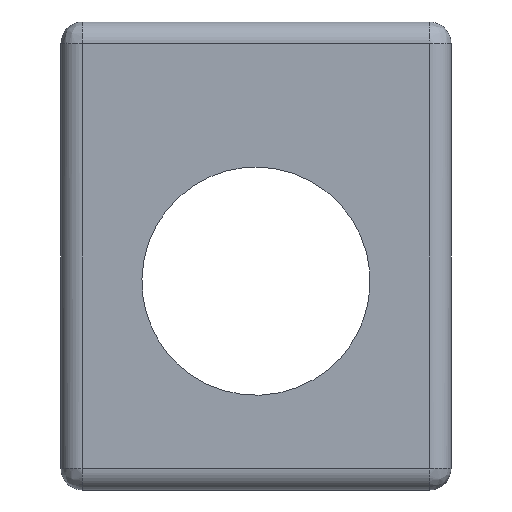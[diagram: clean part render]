
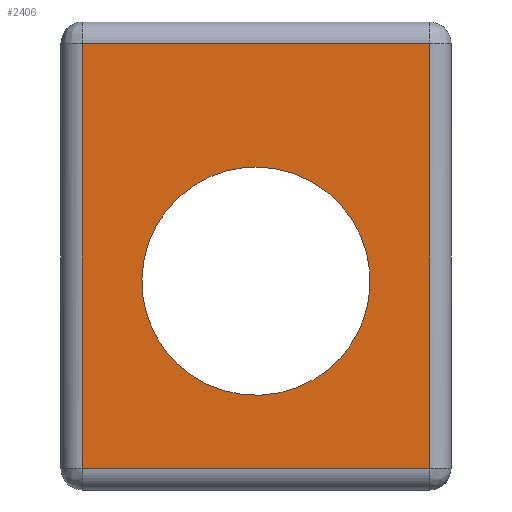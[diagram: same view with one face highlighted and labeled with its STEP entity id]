
A CAD part, front view. The second image highlights one B-rep face of the part: STEP entity #2406.
In plain terms, the highlighted free-form (B-spline) face has degree [1, 1] with [2, 2] control points.
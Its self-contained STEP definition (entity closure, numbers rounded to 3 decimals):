
#2406 = ADVANCED_FACE('',(#2407,#2421),#2451,.T.);
#2407 = FACE_BOUND('',#2408,.T.);
#2408 = EDGE_LOOP('',(#2409));
#2409 = ORIENTED_EDGE('',*,*,#2410,.T.);
#2410 = EDGE_CURVE('',#2411,#2411,#2413,.T.);
#2411 = VERTEX_POINT('',#2412);
#2412 = CARTESIAN_POINT('',(0.,-19.989,4.931));
#2413 = ( BOUNDED_CURVE() B_SPLINE_CURVE(2,(#2414,#2415,#2416,#2417,
#2418,#2419,#2420),.UNSPECIFIED.,.T.,.F.) B_SPLINE_CURVE_WITH_KNOTS((1,2
    ,2,2,2,1),(-2.094,0.,2.094,4.189,
6.283,8.378),.UNSPECIFIED.) CURVE() 
GEOMETRIC_REPRESENTATION_ITEM() RATIONAL_B_SPLINE_CURVE((1.,0.5,1.,0.5,
1.,0.5,1.)) REPRESENTATION_ITEM('') );
#2414 = CARTESIAN_POINT('',(0.,-19.989,4.931));
#2415 = CARTESIAN_POINT('',(15.291,-19.989,
    4.931));
#2416 = CARTESIAN_POINT('',(7.646,-19.989,
    -8.312));
#2417 = CARTESIAN_POINT('',(0.,-19.989,
    -21.555));
#2418 = CARTESIAN_POINT('',(-7.646,-19.989,
    -8.312));
#2419 = CARTESIAN_POINT('',(-15.291,-19.989,
    4.931));
#2420 = CARTESIAN_POINT('',(0.,-19.989,4.931));
#2421 = FACE_BOUND('',#2422,.T.);
#2422 = EDGE_LOOP('',(#2423,#2432,#2439,#2446));
#2423 = ORIENTED_EDGE('',*,*,#2424,.T.);
#2424 = EDGE_CURVE('',#2425,#2427,#2429,.T.);
#2425 = VERTEX_POINT('',#2426);
#2426 = CARTESIAN_POINT('',(-13.426,-19.989,
    14.492));
#2427 = VERTEX_POINT('',#2428);
#2428 = CARTESIAN_POINT('',(-13.426,-19.989,
    -18.39));
#2429 = B_SPLINE_CURVE_WITH_KNOTS('',1,(#2430,#2431),.UNSPECIFIED.,.F.,
  .F.,(2,2),(-11.049,14.021),.PIECEWISE_BEZIER_KNOTS.);
#2430 = CARTESIAN_POINT('',(-13.426,-19.989,
    14.492));
#2431 = CARTESIAN_POINT('',(-13.426,-19.989,
    -18.39));
#2432 = ORIENTED_EDGE('',*,*,#2433,.T.);
#2433 = EDGE_CURVE('',#2427,#2434,#2436,.T.);
#2434 = VERTEX_POINT('',#2435);
#2435 = CARTESIAN_POINT('',(13.426,-19.989,
    -18.39));
#2436 = B_SPLINE_CURVE_WITH_KNOTS('',1,(#2437,#2438),.UNSPECIFIED.,.F.,
  .F.,(2,2),(-10.236,10.236),.PIECEWISE_BEZIER_KNOTS.);
#2437 = CARTESIAN_POINT('',(-13.426,-19.989,
    -18.39));
#2438 = CARTESIAN_POINT('',(13.426,-19.989,
    -18.39));
#2439 = ORIENTED_EDGE('',*,*,#2440,.T.);
#2440 = EDGE_CURVE('',#2434,#2441,#2443,.T.);
#2441 = VERTEX_POINT('',#2442);
#2442 = CARTESIAN_POINT('',(13.426,-19.989,
    14.492));
#2443 = B_SPLINE_CURVE_WITH_KNOTS('',1,(#2444,#2445),.UNSPECIFIED.,.F.,
  .F.,(2,2),(-14.021,11.049),.PIECEWISE_BEZIER_KNOTS.);
#2444 = CARTESIAN_POINT('',(13.426,-19.989,
    -18.39));
#2445 = CARTESIAN_POINT('',(13.426,-19.989,
    14.492));
#2446 = ORIENTED_EDGE('',*,*,#2447,.T.);
#2447 = EDGE_CURVE('',#2441,#2425,#2448,.T.);
#2448 = B_SPLINE_CURVE_WITH_KNOTS('',1,(#2449,#2450),.UNSPECIFIED.,.F.,
  .F.,(2,2),(-10.236,10.236),.PIECEWISE_BEZIER_KNOTS.);
#2449 = CARTESIAN_POINT('',(13.426,-19.989,
    14.492));
#2450 = CARTESIAN_POINT('',(-13.426,-19.989,
    14.492));
#2451 = B_SPLINE_SURFACE_WITH_KNOTS('',1,1,(
    (#2452,#2453)
    ,(#2454,#2455
    )),.UNSPECIFIED.,.F.,.F.,.F.,(2,2),(2,2),(-11.049,14.021),(-10.236
    ,10.236),.PIECEWISE_BEZIER_KNOTS.);
#2452 = CARTESIAN_POINT('',(-13.426,-19.989,
    14.492));
#2453 = CARTESIAN_POINT('',(13.426,-19.989,
    14.492));
#2454 = CARTESIAN_POINT('',(-13.426,-19.989,
    -18.39));
#2455 = CARTESIAN_POINT('',(13.426,-19.989,
    -18.39));
